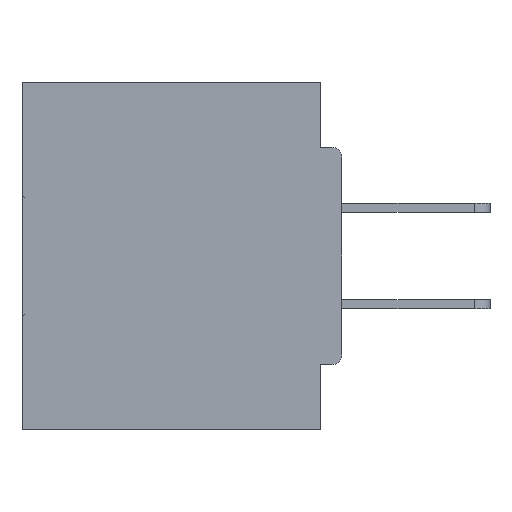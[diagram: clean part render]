
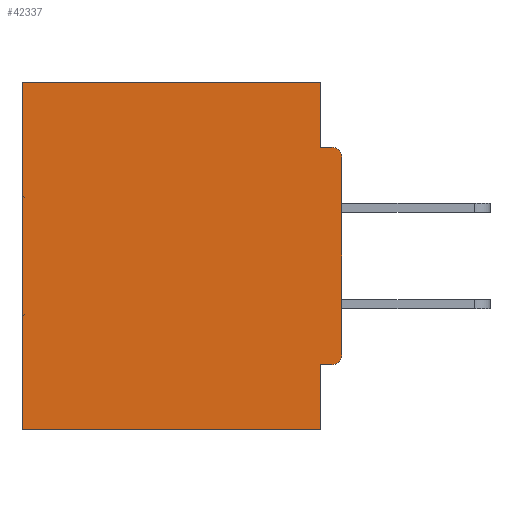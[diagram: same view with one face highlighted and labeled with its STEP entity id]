
A CAD part, left-side view. The second image highlights one B-rep face of the part: STEP entity #42337.
In plain terms, the highlighted planar face has unit normal (-1, 0, 0).
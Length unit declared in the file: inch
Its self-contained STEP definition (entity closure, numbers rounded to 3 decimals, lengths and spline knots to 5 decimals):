
#839 = EDGE_CURVE ( 'NONE', #21992, #28637, #34044, .T. ) ;
#1251 = ORIENTED_EDGE ( 'NONE', *, *, #20427, .T. ) ;
#1307 = CARTESIAN_POINT ( 'NONE',  ( 0.298, 0., 0. ) ) ;
#1545 = CARTESIAN_POINT ( 'NONE',  ( 0.298, 0.46, 0. ) ) ;
#2060 = CARTESIAN_POINT ( 'NONE',  ( 0.298, 0.015, -0.4065 ) ) ;
#2164 = AXIS2_PLACEMENT_3D ( 'NONE', #5646, #9918, #3610 ) ;
#2419 = CARTESIAN_POINT ( 'NONE',  ( 0.298, 0., -0.5 ) ) ;
#2826 = DIRECTION ( 'NONE',  ( 0., 0., -1. ) ) ;
#2849 = ORIENTED_EDGE ( 'NONE', *, *, #21776, .T. ) ;
#3610 = DIRECTION ( 'NONE',  ( 0., 0., -1. ) ) ;
#4501 = PLANE ( 'NONE',  #19545 ) ;
#5086 = DIRECTION ( 'NONE',  ( 1., 0., 0. ) ) ;
#5211 = DIRECTION ( 'NONE',  ( 0., 1., 0. ) ) ;
#5646 = CARTESIAN_POINT ( 'NONE',  ( 0.298, 0.015, -0.3915 ) ) ;
#5767 = DIRECTION ( 'NONE',  ( 0., 1., 0. ) ) ;
#6484 = VECTOR ( 'NONE', #31578, 39.37008 ) ;
#6987 = DIRECTION ( 'NONE',  ( 0., 0., -1. ) ) ;
#7210 = EDGE_CURVE ( 'NONE', #8287, #32933, #30262, .T. ) ;
#7442 = EDGE_CURVE ( 'NONE', #28637, #28503, #41151, .T. ) ;
#7827 = VECTOR ( 'NONE', #5767, 39.37008 ) ;
#8060 = VECTOR ( 'NONE', #5211, 39.37008 ) ;
#8287 = VERTEX_POINT ( 'NONE', #10244 ) ;
#8657 = CARTESIAN_POINT ( 'NONE',  ( 0.298, 0.031, -0.5 ) ) ;
#9918 = DIRECTION ( 'NONE',  ( -1., 0., 0. ) ) ;
#9986 = EDGE_CURVE ( 'NONE', #42052, #28944, #36848, .T. ) ;
#10244 = CARTESIAN_POINT ( 'NONE',  ( 0.298, 0.031, -0.0935 ) ) ;
#10584 = CARTESIAN_POINT ( 'NONE',  ( 0.298, 0.031, -0.4065 ) ) ;
#13244 = CARTESIAN_POINT ( 'NONE',  ( 0.298, 0.46, 0. ) ) ;
#13344 = CARTESIAN_POINT ( 'NONE',  ( 0.298, 0., 0. ) ) ;
#13978 = VECTOR ( 'NONE', #20199, 39.37008 ) ;
#14608 = VECTOR ( 'NONE', #43073, 39.37008 ) ;
#15643 = LINE ( 'NONE', #29377, #28216 ) ;
#16426 = CARTESIAN_POINT ( 'NONE',  ( 0.298, 0., -0.0935 ) ) ;
#16871 = LINE ( 'NONE', #1545, #6484 ) ;
#16910 = LINE ( 'NONE', #41636, #8060 ) ;
#17516 = ORIENTED_EDGE ( 'NONE', *, *, #7442, .F. ) ;
#18770 = VERTEX_POINT ( 'NONE', #13244 ) ;
#19545 = AXIS2_PLACEMENT_3D ( 'NONE', #1307, #5086, #31051 ) ;
#19792 = EDGE_CURVE ( 'NONE', #42052, #32933, #30325, .T. ) ;
#20199 = DIRECTION ( 'NONE',  ( 0., 1., 0. ) ) ;
#20309 = DIRECTION ( 'NONE',  ( 0., 0., -1. ) ) ;
#20427 = EDGE_CURVE ( 'NONE', #40062, #28944, #31829, .T. ) ;
#21776 = EDGE_CURVE ( 'NONE', #27237, #18770, #31698, .T. ) ;
#21992 = VERTEX_POINT ( 'NONE', #10584 ) ;
#23390 = EDGE_CURVE ( 'NONE', #40062, #21992, #16910, .T. ) ;
#23810 = EDGE_CURVE ( 'NONE', #18770, #28503, #16871, .T. ) ;
#24488 = FACE_OUTER_BOUND ( 'NONE', #33892, .T. ) ;
#25244 = VECTOR ( 'NONE', #6987, 39.37008 ) ;
#25611 = ORIENTED_EDGE ( 'NONE', *, *, #19792, .T. ) ;
#25789 = ORIENTED_EDGE ( 'NONE', *, *, #23390, .F. ) ;
#26008 = EDGE_CURVE ( 'NONE', #27237, #8287, #15643, .T. ) ;
#27195 = ORIENTED_EDGE ( 'NONE', *, *, #23810, .T. ) ;
#27237 = VERTEX_POINT ( 'NONE', #38683 ) ;
#28216 = VECTOR ( 'NONE', #2826, 39.37008 ) ;
#28503 = VERTEX_POINT ( 'NONE', #31830 ) ;
#28637 = VERTEX_POINT ( 'NONE', #8657 ) ;
#28903 = ORIENTED_EDGE ( 'NONE', *, *, #26008, .F. ) ;
#28944 = VERTEX_POINT ( 'NONE', #30676 ) ;
#29377 = CARTESIAN_POINT ( 'NONE',  ( 0.298, 0.031, -0.5 ) ) ;
#30193 = CARTESIAN_POINT ( 'NONE',  ( 0.298, 0.015, -0.1085 ) ) ;
#30262 = LINE ( 'NONE', #16426, #14608 ) ;
#30325 = CIRCLE ( 'NONE', #38131, 0.015 ) ;
#30676 = CARTESIAN_POINT ( 'NONE',  ( 0.298, 0., -0.3915 ) ) ;
#30929 = ORIENTED_EDGE ( 'NONE', *, *, #9986, .F. ) ;
#31051 = DIRECTION ( 'NONE',  ( 0., 0., -1. ) ) ;
#31578 = DIRECTION ( 'NONE',  ( 0., 0., -1. ) ) ;
#31698 = LINE ( 'NONE', #13344, #13978 ) ;
#31829 = CIRCLE ( 'NONE', #2164, 0.015 ) ;
#31830 = CARTESIAN_POINT ( 'NONE',  ( 0.298, 0.46, -0.5 ) ) ;
#32933 = VERTEX_POINT ( 'NONE', #43163 ) ;
#33892 = EDGE_LOOP ( 'NONE', ( #25611, #36765, #28903, #2849, #27195, #17516, #35797, #25789, #1251, #30929 ) ) ;
#34044 = LINE ( 'NONE', #36693, #25244 ) ;
#35797 = ORIENTED_EDGE ( 'NONE', *, *, #839, .F. ) ;
#36693 = CARTESIAN_POINT ( 'NONE',  ( 0.298, 0.031, -0.5 ) ) ;
#36765 = ORIENTED_EDGE ( 'NONE', *, *, #7210, .F. ) ;
#36848 = LINE ( 'NONE', #42536, #41524 ) ;
#37002 = DIRECTION ( 'NONE',  ( -1., 0., 0. ) ) ;
#38131 = AXIS2_PLACEMENT_3D ( 'NONE', #30193, #37002, #20309 ) ;
#38683 = CARTESIAN_POINT ( 'NONE',  ( 0.298, 0.031, 0. ) ) ;
#39604 = DIRECTION ( 'NONE',  ( 0., 0., -1. ) ) ;
#40062 = VERTEX_POINT ( 'NONE', #2060 ) ;
#41151 = LINE ( 'NONE', #2419, #7827 ) ;
#41524 = VECTOR ( 'NONE', #39604, 39.37008 ) ;
#41636 = CARTESIAN_POINT ( 'NONE',  ( 0.298, 0., -0.4065 ) ) ;
#41811 = CARTESIAN_POINT ( 'NONE',  ( 0.298, 0., -0.1085 ) ) ;
#42052 = VERTEX_POINT ( 'NONE', #41811 ) ;
#42337 = ADVANCED_FACE ( 'NONE', ( #24488 ), #4501, .F. ) ;
#42536 = CARTESIAN_POINT ( 'NONE',  ( 0.298, 0., 0. ) ) ;
#43073 = DIRECTION ( 'NONE',  ( 0., -1., 0. ) ) ;
#43163 = CARTESIAN_POINT ( 'NONE',  ( 0.298, 0.015, -0.0935 ) ) ;
